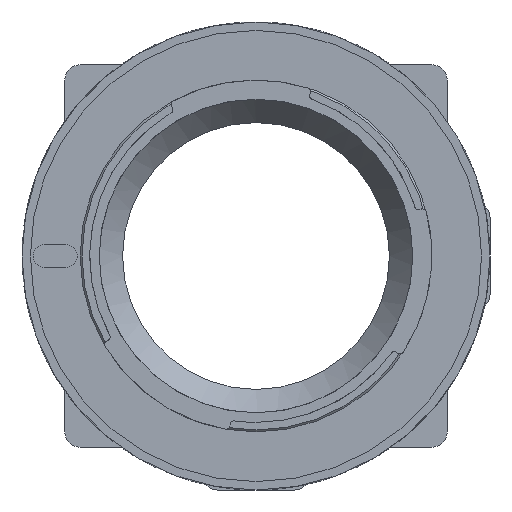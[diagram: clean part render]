
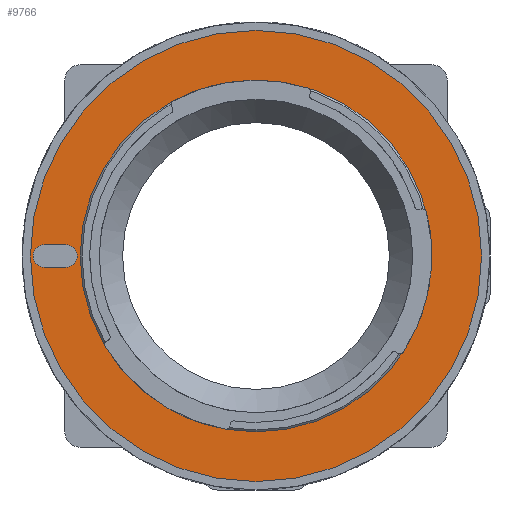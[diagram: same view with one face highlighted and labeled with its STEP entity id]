
A CAD part, left-side view. The second image highlights one B-rep face of the part: STEP entity #9766.
In plain terms, the highlighted planar face has unit normal (-1, 0, 0).
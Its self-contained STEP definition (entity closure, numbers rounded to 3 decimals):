
#192=FACE_BOUND('',#1416,.T.);
#193=FACE_BOUND('',#1417,.T.);
#325=PLANE('',#10638);
#748=FACE_OUTER_BOUND('',#1415,.T.);
#1415=EDGE_LOOP('',(#7735));
#1416=EDGE_LOOP('',(#7736,#7737,#7738,#7739));
#1417=EDGE_LOOP('',(#7740));
#2008=CIRCLE('',#10601,23.);
#2009=CIRCLE('',#10603,29.5);
#2030=CIRCLE('',#10639,1.5);
#2031=CIRCLE('',#10640,1.5);
#2995=LINE('',#25750,#3745);
#2996=LINE('',#25754,#3746);
#3745=VECTOR('',#12684,1000.);
#3746=VECTOR('',#12687,1000.);
#4475=VERTEX_POINT('',#17423);
#4476=VERTEX_POINT('',#17427);
#4600=VERTEX_POINT('',#25748);
#4601=VERTEX_POINT('',#25749);
#4602=VERTEX_POINT('',#25751);
#4603=VERTEX_POINT('',#25753);
#5566=EDGE_CURVE('',#4475,#4475,#2008,.T.);
#5567=EDGE_CURVE('',#4476,#4476,#2009,.T.);
#5714=EDGE_CURVE('',#4600,#4601,#2995,.T.);
#5715=EDGE_CURVE('',#4602,#4600,#2030,.T.);
#5716=EDGE_CURVE('',#4603,#4602,#2996,.T.);
#5717=EDGE_CURVE('',#4601,#4603,#2031,.T.);
#7735=ORIENTED_EDGE('',*,*,#5567,.T.);
#7736=ORIENTED_EDGE('',*,*,#5714,.F.);
#7737=ORIENTED_EDGE('',*,*,#5715,.F.);
#7738=ORIENTED_EDGE('',*,*,#5716,.F.);
#7739=ORIENTED_EDGE('',*,*,#5717,.F.);
#7740=ORIENTED_EDGE('',*,*,#5566,.F.);
#9766=ADVANCED_FACE('',(#748,#192,#193),#325,.F.);
#10601=AXIS2_PLACEMENT_3D('',#17425,#12545,#12546);
#10603=AXIS2_PLACEMENT_3D('',#17428,#12549,#12550);
#10638=AXIS2_PLACEMENT_3D('',#25747,#12682,#12683);
#10639=AXIS2_PLACEMENT_3D('',#25752,#12685,#12686);
#10640=AXIS2_PLACEMENT_3D('',#25755,#12688,#12689);
#12545=DIRECTION('center_axis',(-1.,0.,0.));
#12546=DIRECTION('ref_axis',(0.,0.,1.));
#12549=DIRECTION('center_axis',(-1.,0.,0.));
#12550=DIRECTION('ref_axis',(0.,0.,1.));
#12682=DIRECTION('center_axis',(1.,0.,0.));
#12683=DIRECTION('ref_axis',(0.,0.,-1.));
#12684=DIRECTION('',(0.,-1.,0.));
#12685=DIRECTION('center_axis',(-1.,0.,0.));
#12686=DIRECTION('ref_axis',(0.,0.,1.));
#12687=DIRECTION('',(0.,1.,0.));
#12688=DIRECTION('center_axis',(-1.,0.,0.));
#12689=DIRECTION('ref_axis',(0.,0.,1.));
#17423=CARTESIAN_POINT('',(4.5,0.,-23.));
#17425=CARTESIAN_POINT('Origin',(4.5,0.,0.));
#17427=CARTESIAN_POINT('',(4.5,0.,-29.5));
#17428=CARTESIAN_POINT('Origin',(4.5,0.,0.));
#25747=CARTESIAN_POINT('Origin',(4.5,29.5,0.));
#25748=CARTESIAN_POINT('',(4.5,27.65,-1.5));
#25749=CARTESIAN_POINT('',(4.5,24.85,-1.5));
#25750=CARTESIAN_POINT('',(4.5,27.65,-1.5));
#25751=CARTESIAN_POINT('',(4.5,27.65,1.5));
#25752=CARTESIAN_POINT('Origin',(4.5,27.65,0.));
#25753=CARTESIAN_POINT('',(4.5,24.85,1.5));
#25754=CARTESIAN_POINT('',(4.5,27.65,1.5));
#25755=CARTESIAN_POINT('Origin',(4.5,24.85,0.));
